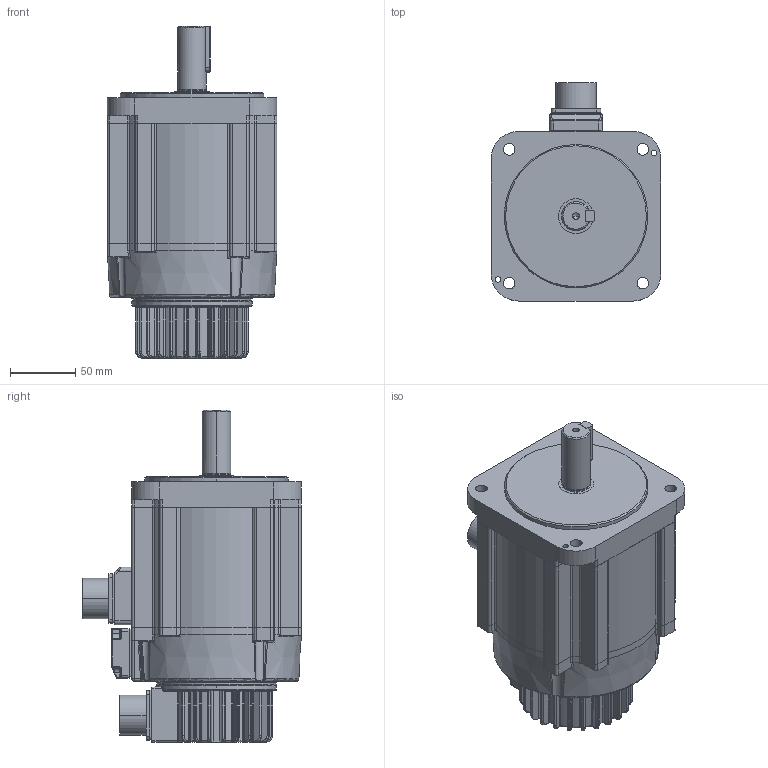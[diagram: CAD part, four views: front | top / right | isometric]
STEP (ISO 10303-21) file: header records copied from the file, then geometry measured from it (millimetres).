
FILE_DESCRIPTION((''),'2;1');
FILE_NAME('0111XXXX_MS1H3-13C15CB_D_-U334Z_ASM','2019-11-15T09:17:19',('w14852'),(''),'CREO PARAMETRIC BY PTC INC, 2017260','CREO PARAMETRIC BY PTC INC, 2017260','');
FILE_SCHEMA(('CONFIG_CONTROL_DESIGN'));
Length unit declared in the file: millimetre
Products named in the file (17): 31090371--ISMH3-850001_1; 31090383--ISMH3-130002_1; 31090345--1-SOL000_1; 31110211--1-S0001_1; 15050037_0003_1; 15050037_0004_1; 31100134--1-0001_1; 15050041---375490001_1; 31100034--1-S0001_1; 31090131--1-SOLI00_1; 15050041---515220001_1; 31100061--1-0001_1; ISMH3-13C15CD-A334B_ASM_1_ASM; 0111XXXX_MS1H3-13C15CB_D_-A334Z_ASM; 0000704635; 22010917; 0111XXXX_MS1H3-13C15CB_D_-U334Z_ASM
Assembly tree (16 placements, depth 4):
  0111XXXX_MS1H3-13C15CB_D_-U334Z_ASM
    0111XXXX_MS1H3-13C15CB_D_-A334Z_ASM
      ISMH3-13C15CD-A334B_ASM_1_ASM
        31090371--ISMH3-850001_1
        31090383--ISMH3-130002_1
        31090345--1-SOL000_1
        31110211--1-S0001_1
        15050037_0003_1
        15050037_0004_1
        31100134--1-0001_1
        15050041---375490001_1
        31100034--1-S0001_1
        31090131--1-SOLI00_1
        15050041---515220001_1
        31100061--1-0001_1
    0000704635
    22010917
Bounding box: 130 x 167.5 x 254.5 mm (x, y, z)
Volume: 2532471.6 mm3; surface area: 263271.9 mm2
Topology: 14 solids, 15 shells, 1418 faces, 3645 edges, 2148 vertices
Faces by surface type: cylinder 660, torus 284, plane 255, sphere 141, bspline 51, cone 19, extrusion 8
Entity records: 47284 total; most frequent: CARTESIAN_POINT 12085, DIRECTION 8117, ORIENTED_EDGE 6974, EDGE_CURVE 3489, AXIS2_PLACEMENT_3D 3420, VERTEX_POINT 2148, CIRCLE 2013, EDGE_LOOP 1571
